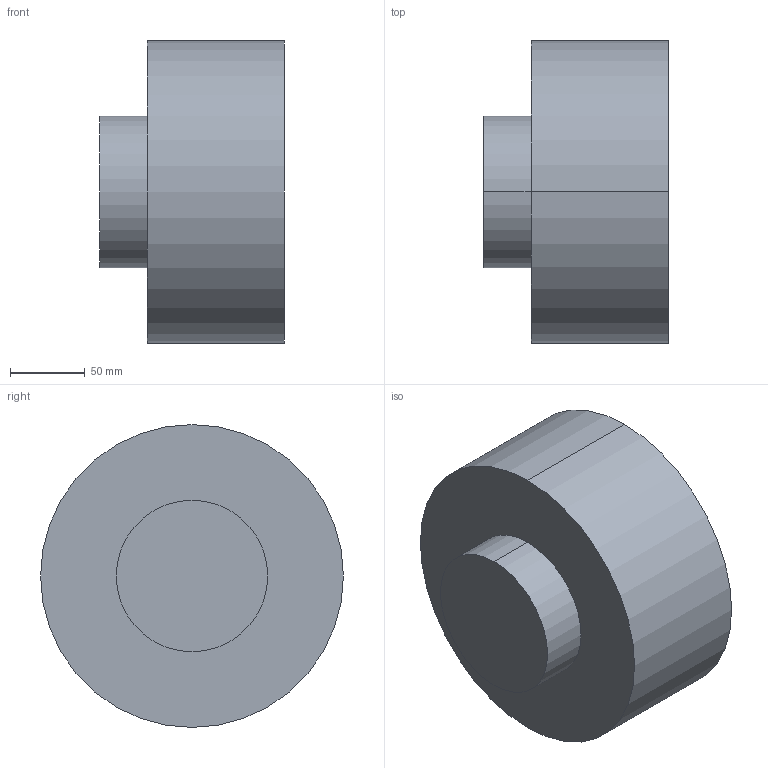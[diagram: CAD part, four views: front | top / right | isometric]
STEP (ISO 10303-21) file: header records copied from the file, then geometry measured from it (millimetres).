
FILE_DESCRIPTION (( 'STEP AP214' ), '1' );
FILE_NAME ('3SLD-8.STEP', '2020-10-23T20:13:48', ( '' ), ( '' ), 'SwSTEP 2.0', 'SolidWorks 2019', '' );
FILE_SCHEMA (( 'AUTOMOTIVE_DESIGN' ));
Length unit declared in the file: inch
Products named in the file (1): 3SLD-8
Bounding box: 123.83 x 203.2 x 203.2 mm (x, y, z)
Volume: 1986059 mm3; surface area: 194575.7 mm2
Topology: 1 solids, 1 shells, 41 faces, 246 edges, 238 vertices
Faces by surface type: plane 33, cylinder 8
Entity records: 3732 total; most frequent: CARTESIAN_POINT 1784, ORIENTED_EDGE 492, DIRECTION 257, EDGE_CURVE 246, VERTEX_POINT 238, VECTOR 141, LINE 141, B_SPLINE_CURVE_WITH_KNOTS 89
